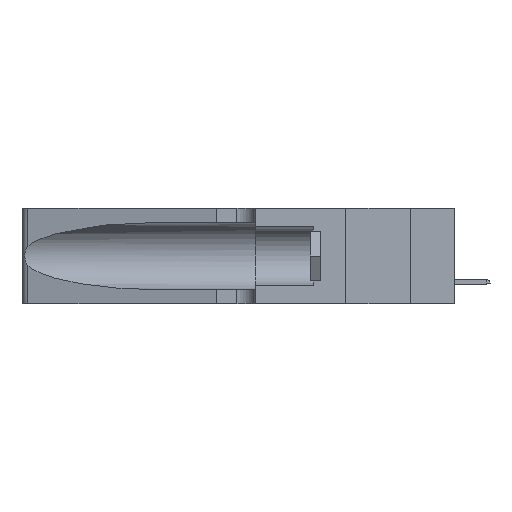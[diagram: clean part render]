
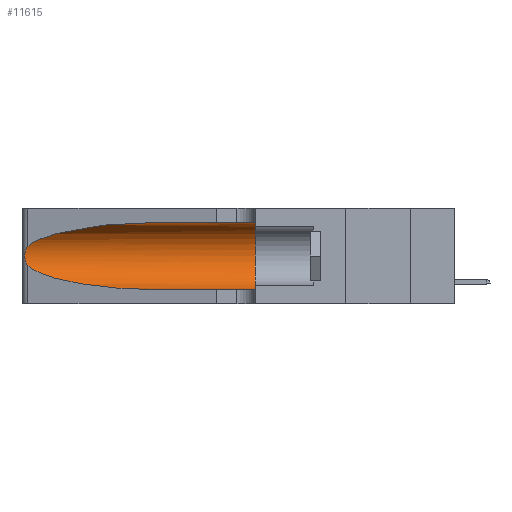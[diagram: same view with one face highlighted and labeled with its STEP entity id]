
A CAD part, left-side view. The second image highlights one B-rep face of the part: STEP entity #11615.
In plain terms, the highlighted cylindrical face has radius 3.308 mm (diameter 6.617 mm), a partial arc.
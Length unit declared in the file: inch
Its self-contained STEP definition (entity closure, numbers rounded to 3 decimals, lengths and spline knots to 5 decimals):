
#196 = CARTESIAN_POINT ( 'NONE',  ( 0.25487, 1.22718, 0.14631 ) ) ;
#860 = VECTOR ( 'NONE', #25791, 39.37008 ) ;
#1027 = CARTESIAN_POINT ( 'NONE',  ( 0.1305, 0.72297, 0.31525 ) ) ;
#1680 = VERTEX_POINT ( 'NONE', #25514 ) ;
#2030 = EDGE_CURVE ( 'NONE', #2724, #15352, #26188, .T. ) ;
#2596 = ORIENTED_EDGE ( 'NONE', *, *, #10402, .F. ) ;
#2724 = VERTEX_POINT ( 'NONE', #28377 ) ;
#3600 = LINE ( 'NONE', #30854, #860 ) ;
#4082 = AXIS2_PLACEMENT_3D ( 'NONE', #17324, #12351, #29388 ) ;
#5890 = LINE ( 'NONE', #17897, #24378 ) ;
#6172 = CARTESIAN_POINT ( 'NONE',  ( 0.2373, 1.15595, 0.08982 ) ) ;
#6320 = CARTESIAN_POINT ( 'NONE',  ( 0.18966, 0.96281, 0.31525 ) ) ;
#6480 = EDGE_LOOP ( 'NONE', ( #7878, #16794, #20144, #21199, #20025, #2596 ) ) ;
#6936 = CARTESIAN_POINT ( 'NONE',  ( 0.26075, 1.23896, 0.178 ) ) ;
#7084 = CARTESIAN_POINT ( 'NONE',  ( 0.25787, 1.23484, 0.2124 ) ) ;
#7101 = CYLINDRICAL_SURFACE ( 'NONE', #20330, 0.13025 ) ;
#7878 = ORIENTED_EDGE ( 'NONE', *, *, #8448, .T. ) ;
#8448 = EDGE_CURVE ( 'NONE', #1680, #2724, #10492, .T. ) ;
#9167 = CIRCLE ( 'NONE', #4082, 0.13025 ) ;
#9322 = CARTESIAN_POINT ( 'NONE',  ( 0.26018, 1.23835, 0.19895 ) ) ;
#9658 = DIRECTION ( 'NONE',  ( 0., 0., -1. ) ) ;
#10402 = EDGE_CURVE ( 'NONE', #1680, #23623, #3600, .T. ) ;
#10492 =( BOUNDED_CURVE ( )  B_SPLINE_CURVE ( 3, ( #1027, #6320, #30519, #15895 ),
 .UNSPECIFIED., .F., .F. ) 
 B_SPLINE_CURVE_WITH_KNOTS ( ( 4, 4 ),
 ( 1.5708, 2.84003 ),
 .UNSPECIFIED. ) 
 CURVE ( )  GEOMETRIC_REPRESENTATION_ITEM ( )  RATIONAL_B_SPLINE_CURVE ( ( 1., 0.87, 0.87, 1. ) ) 
 REPRESENTATION_ITEM ( '' )  );
#11615 = ADVANCED_FACE ( 'NONE', ( #28944 ), #7101, .F. ) ;
#11648 = CARTESIAN_POINT ( 'NONE',  ( 0.25487, 1.22718, 0.14631 ) ) ;
#12351 = DIRECTION ( 'NONE',  ( 0., 1., 0. ) ) ;
#13532 = CARTESIAN_POINT ( 'NONE',  ( 0.1305, 0.72297, 0.05475 ) ) ;
#14621 = CARTESIAN_POINT ( 'NONE',  ( 0.25639, 1.23186, 0.15144 ) ) ;
#15352 = VERTEX_POINT ( 'NONE', #11648 ) ;
#15781 = CARTESIAN_POINT ( 'NONE',  ( 0.1305, 0.72297, 0.05475 ) ) ;
#15895 = CARTESIAN_POINT ( 'NONE',  ( 0.25487, 1.22718, 0.22369 ) ) ;
#15987 =( BOUNDED_CURVE ( )  B_SPLINE_CURVE ( 3, ( #28000, #6172, #25623, #13532 ),
 .UNSPECIFIED., .F., .F. ) 
 B_SPLINE_CURVE_WITH_KNOTS ( ( 4, 4 ),
 ( 3.44316, 4.71239 ),
 .UNSPECIFIED. ) 
 CURVE ( )  GEOMETRIC_REPRESENTATION_ITEM ( )  RATIONAL_B_SPLINE_CURVE ( ( 1., 0.87, 0.87, 1. ) ) 
 REPRESENTATION_ITEM ( '' )  );
#16426 = CARTESIAN_POINT ( 'NONE',  ( 0.1305, 0.35, 0.31525 ) ) ;
#16495 = EDGE_CURVE ( 'NONE', #22379, #31085, #5890, .T. ) ;
#16693 = CARTESIAN_POINT ( 'NONE',  ( 0.25856, 1.23593, 0.16098 ) ) ;
#16794 = ORIENTED_EDGE ( 'NONE', *, *, #2030, .T. ) ;
#16843 = CARTESIAN_POINT ( 'NONE',  ( 0.26017, 1.23833, 0.17102 ) ) ;
#16937 = EDGE_CURVE ( 'NONE', #15352, #22379, #15987, .T. ) ;
#17021 = DIRECTION ( 'NONE',  ( 0., -1., 0. ) ) ;
#17324 = CARTESIAN_POINT ( 'NONE',  ( 0.1305, 0.35, 0.185 ) ) ;
#17897 = CARTESIAN_POINT ( 'NONE',  ( 0.1305, 1.61858, 0.05475 ) ) ;
#18899 = EDGE_CURVE ( 'NONE', #23623, #31085, #9167, .T. ) ;
#20025 = ORIENTED_EDGE ( 'NONE', *, *, #18899, .F. ) ;
#20144 = ORIENTED_EDGE ( 'NONE', *, *, #16937, .T. ) ;
#20330 = AXIS2_PLACEMENT_3D ( 'NONE', #21803, #17021, #9658 ) ;
#21199 = ORIENTED_EDGE ( 'NONE', *, *, #16495, .T. ) ;
#21629 = CARTESIAN_POINT ( 'NONE',  ( 0.25555, 1.22994, 0.2215 ) ) ;
#21786 = CARTESIAN_POINT ( 'NONE',  ( 0.25555, 1.22993, 0.14849 ) ) ;
#21803 = CARTESIAN_POINT ( 'NONE',  ( 0.1305, 1.61858, 0.185 ) ) ;
#21946 = CARTESIAN_POINT ( 'NONE',  ( 0.1305, 0.35, 0.05475 ) ) ;
#22379 = VERTEX_POINT ( 'NONE', #15781 ) ;
#22804 = DIRECTION ( 'NONE',  ( 0., -1., 0. ) ) ;
#23623 = VERTEX_POINT ( 'NONE', #16426 ) ;
#23712 = CARTESIAN_POINT ( 'NONE',  ( 0.25854, 1.2359, 0.20912 ) ) ;
#24378 = VECTOR ( 'NONE', #22804, 39.37008 ) ;
#25514 = CARTESIAN_POINT ( 'NONE',  ( 0.1305, 0.72297, 0.31525 ) ) ;
#25623 = CARTESIAN_POINT ( 'NONE',  ( 0.18966, 0.96281, 0.05475 ) ) ;
#25791 = DIRECTION ( 'NONE',  ( 0., -1., 0. ) ) ;
#26188 = B_SPLINE_CURVE_WITH_KNOTS ( 'NONE', 3,
 ( #28928, #21629, #31151, #7084, #23712, #9322, #30989, #6936, #16843, #16693, #26406, #14621, #21786, #196 ),
 .UNSPECIFIED., .F., .F.,
 ( 4, 2, 2, 2, 2, 2, 4 ),
 ( 0., 0.00027, 0.00053, 0.00107, 0.0016, 0.00187, 0.00214 ),
 .UNSPECIFIED. ) ;
#26406 = CARTESIAN_POINT ( 'NONE',  ( 0.25789, 1.23486, 0.15765 ) ) ;
#28000 = CARTESIAN_POINT ( 'NONE',  ( 0.25487, 1.22718, 0.14631 ) ) ;
#28377 = CARTESIAN_POINT ( 'NONE',  ( 0.25487, 1.22718, 0.22369 ) ) ;
#28928 = CARTESIAN_POINT ( 'NONE',  ( 0.25487, 1.22718, 0.22369 ) ) ;
#28944 = FACE_OUTER_BOUND ( 'NONE', #6480, .T. ) ;
#29388 = DIRECTION ( 'NONE',  ( 0., 0., 1. ) ) ;
#30519 = CARTESIAN_POINT ( 'NONE',  ( 0.2373, 1.15595, 0.28018 ) ) ;
#30854 = CARTESIAN_POINT ( 'NONE',  ( 0.1305, 1.61858, 0.31525 ) ) ;
#30989 = CARTESIAN_POINT ( 'NONE',  ( 0.26075, 1.23896, 0.19203 ) ) ;
#31085 = VERTEX_POINT ( 'NONE', #21946 ) ;
#31151 = CARTESIAN_POINT ( 'NONE',  ( 0.25639, 1.23184, 0.21858 ) ) ;
